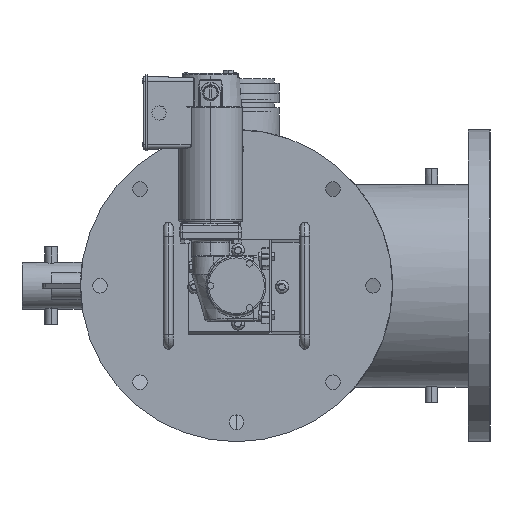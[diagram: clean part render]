
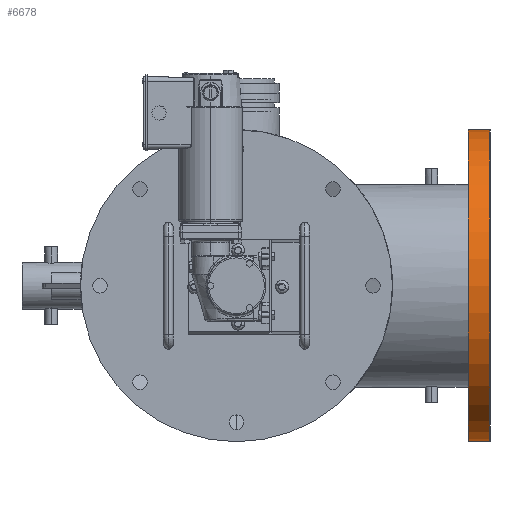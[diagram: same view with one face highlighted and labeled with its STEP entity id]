
A CAD part, left-side view. The second image highlights one B-rep face of the part: STEP entity #6678.
In plain terms, the highlighted cylindrical face has radius 203.2 mm (diameter 406.4 mm), a partial arc.
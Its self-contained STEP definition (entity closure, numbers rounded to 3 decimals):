
#25 = AXIS2_PLACEMENT_3D ( 'NONE', #17458, #9046, #14525 ) ;
#1274 = CARTESIAN_POINT ( 'NONE',  ( 174.498, -301.752, 203.2 ) ) ;
#2128 = EDGE_CURVE ( 'NONE', #11537, #16859, #7331, .T. ) ;
#2398 = DIRECTION ( 'NONE',  ( 0., -1., 0. ) ) ;
#2816 = CYLINDRICAL_SURFACE ( 'NONE', #10878, 203.2 ) ;
#3246 = AXIS2_PLACEMENT_3D ( 'NONE', #10287, #13476, #36694 ) ;
#3570 = EDGE_CURVE ( 'NONE', #7954, #16859, #18639, .T. ) ;
#3784 = ORIENTED_EDGE ( 'NONE', *, *, #2128, .F. ) ;
#6233 = DIRECTION ( 'NONE',  ( 0., -1., 0. ) ) ;
#6678 = ADVANCED_FACE ( 'NONE', ( #24187 ), #2816, .T. ) ;
#7331 = CIRCLE ( 'NONE', #3246, 203.2 ) ;
#7954 = VERTEX_POINT ( 'NONE', #18018 ) ;
#8070 = CARTESIAN_POINT ( 'NONE',  ( 174.498, -330.2, 203.2 ) ) ;
#8349 = CIRCLE ( 'NONE', #25, 203.2 ) ;
#9046 = DIRECTION ( 'NONE',  ( 0., -1., 0. ) ) ;
#9297 = DIRECTION ( 'NONE',  ( 0., 0., -1. ) ) ;
#10287 = CARTESIAN_POINT ( 'NONE',  ( 174.498, -330.2, 0. ) ) ;
#10878 = AXIS2_PLACEMENT_3D ( 'NONE', #35685, #12728, #9297 ) ;
#11263 = ORIENTED_EDGE ( 'NONE', *, *, #20983, .F. ) ;
#11537 = VERTEX_POINT ( 'NONE', #8070 ) ;
#11817 = VECTOR ( 'NONE', #6233, 1000. ) ;
#12728 = DIRECTION ( 'NONE',  ( 0., -1., 0. ) ) ;
#13073 = ORIENTED_EDGE ( 'NONE', *, *, #24013, .T. ) ;
#13476 = DIRECTION ( 'NONE',  ( 0., -1., 0. ) ) ;
#14525 = DIRECTION ( 'NONE',  ( 0., 0., -1. ) ) ;
#16640 = EDGE_LOOP ( 'NONE', ( #11263, #13073, #31944, #3784 ) ) ;
#16859 = VERTEX_POINT ( 'NONE', #33506 ) ;
#16909 = CARTESIAN_POINT ( 'NONE',  ( 174.498, -301.752, 203.2 ) ) ;
#17458 = CARTESIAN_POINT ( 'NONE',  ( 174.498, -301.752, 0. ) ) ;
#18018 = CARTESIAN_POINT ( 'NONE',  ( 174.498, -301.752, -203.2 ) ) ;
#18639 = LINE ( 'NONE', #23609, #11817 ) ;
#19294 = LINE ( 'NONE', #16909, #21097 ) ;
#20983 = EDGE_CURVE ( 'NONE', #28034, #11537, #19294, .T. ) ;
#21097 = VECTOR ( 'NONE', #2398, 1000. ) ;
#23609 = CARTESIAN_POINT ( 'NONE',  ( 174.498, -301.752, -203.2 ) ) ;
#24013 = EDGE_CURVE ( 'NONE', #28034, #7954, #8349, .T. ) ;
#24187 = FACE_OUTER_BOUND ( 'NONE', #16640, .T. ) ;
#28034 = VERTEX_POINT ( 'NONE', #1274 ) ;
#31944 = ORIENTED_EDGE ( 'NONE', *, *, #3570, .T. ) ;
#33506 = CARTESIAN_POINT ( 'NONE',  ( 174.498, -330.2, -203.2 ) ) ;
#35685 = CARTESIAN_POINT ( 'NONE',  ( 174.498, -301.752, 0. ) ) ;
#36694 = DIRECTION ( 'NONE',  ( 0., 0., -1. ) ) ;
